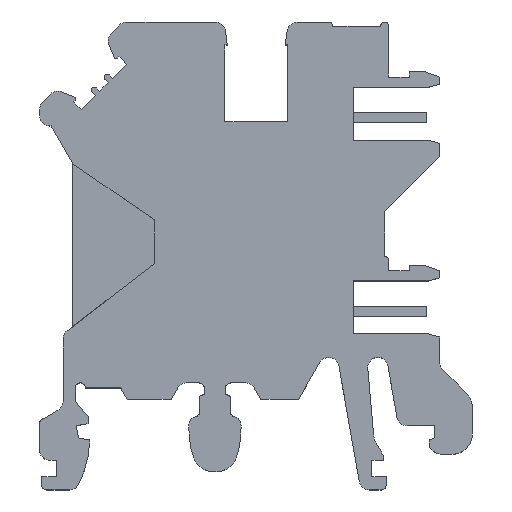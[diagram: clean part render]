
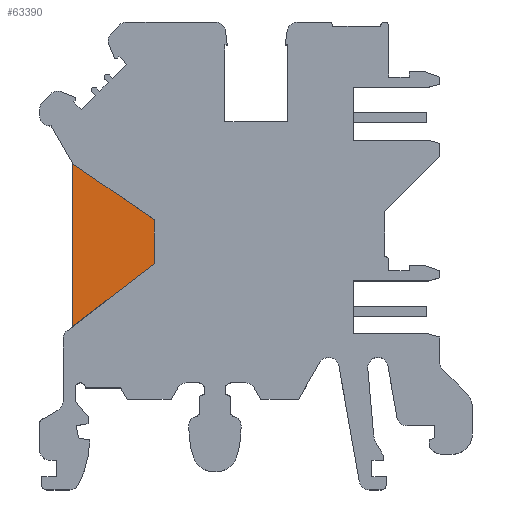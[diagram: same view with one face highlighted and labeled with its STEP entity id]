
A CAD part, top view. The second image highlights one B-rep face of the part: STEP entity #63390.
In plain terms, the highlighted planar face has unit normal (0, 0, 1).
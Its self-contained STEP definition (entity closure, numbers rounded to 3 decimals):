
#26970=CARTESIAN_POINT('',(-102.928,324.672,1.48));
#26980=VERTEX_POINT('',#26970);
#27060=CARTESIAN_POINT('',(-94.928,319.172,1.48));
#27070=VERTEX_POINT('',#27060);
#27100=CARTESIAN_POINT('',(0.,253.909,1.48));
#27110=DIRECTION('',(0.824,-0.567,0.));
#27120=VECTOR('',#27110,1.);
#27130=LINE('',#27100,#27120);
#27140=EDGE_CURVE('',#26980,#27070,#27130,.T.);
#29640=CARTESIAN_POINT('',(-94.928,314.872,1.48));
#29650=VERTEX_POINT('',#29640);
#29680=CARTESIAN_POINT('',(-94.928,0.,1.48));
#29690=DIRECTION('',(0.,-1.,0.));
#29700=VECTOR('',#29690,1.);
#29710=LINE('',#29680,#29700);
#29720=EDGE_CURVE('',#27070,#29650,#29710,.T.);
#62500=CARTESIAN_POINT('',(-102.928,308.705,1.48));
#62510=DIRECTION('',(0.,1.,0.));
#62520=VECTOR('',#62510,1.);
#62530=LINE('',#62500,#62520);
#62540=CARTESIAN_POINT('',(-102.928,308.705,1.48));
#62550=VERTEX_POINT('',#62540);
#62560=EDGE_CURVE('',#62550,#26980,#62530,.T.);
#63230=CARTESIAN_POINT('',(0.,0.,1.48));
#63240=DIRECTION('',(0.,0.,1.));
#63250=DIRECTION('',(1.,0.,-0.));
#63260=AXIS2_PLACEMENT_3D('',#63230,#63240,#63250);
#63270=PLANE('',#63260);
#63280=ORIENTED_EDGE('',*,*,#29720,.F.);
#63290=CARTESIAN_POINT('',(0.,388.057,1.48));
#63300=DIRECTION('',(0.792,0.611,0.));
#63310=VECTOR('',#63300,1.);
#63320=LINE('',#63290,#63310);
#63330=EDGE_CURVE('',#62550,#29650,#63320,.T.);
#63340=ORIENTED_EDGE('',*,*,#63330,.T.);
#63350=ORIENTED_EDGE('',*,*,#62560,.F.);
#63360=ORIENTED_EDGE('',*,*,#27140,.F.);
#63370=EDGE_LOOP('',(#63360,#63350,#63340,#63280));
#63380=FACE_OUTER_BOUND('',#63370,.T.);
#63390=ADVANCED_FACE('',(#63380),#63270,.T.);
